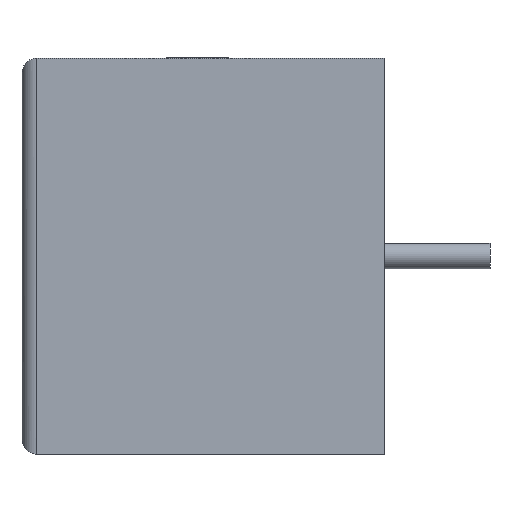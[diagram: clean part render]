
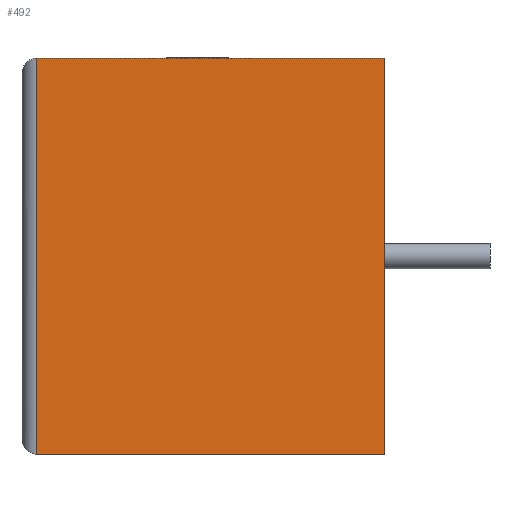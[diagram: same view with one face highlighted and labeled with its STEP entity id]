
A CAD part, left-side view. The second image highlights one B-rep face of the part: STEP entity #492.
In plain terms, the highlighted planar face has unit normal (-1, 0, 0).
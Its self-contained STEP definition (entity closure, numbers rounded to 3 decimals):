
#23 = VERTEX_POINT ( 'NONE', #1670 ) ;
#86 = CARTESIAN_POINT ( 'NONE',  ( 0., 0., 13.2 ) ) ;
#264 = CARTESIAN_POINT ( 'NONE',  ( 0., 0., 0. ) ) ;
#447 = CARTESIAN_POINT ( 'NONE',  ( 0., 11.6, 0. ) ) ;
#492 = ADVANCED_FACE ( 'NONE', ( #1360 ), #1563, .F. ) ;
#566 = LINE ( 'NONE', #2922, #2390 ) ;
#653 = VECTOR ( 'NONE', #1882, 1000. ) ;
#957 = VECTOR ( 'NONE', #1019, 1000. ) ;
#1019 = DIRECTION ( 'NONE',  ( 0., -1., 0. ) ) ;
#1023 = EDGE_CURVE ( 'NONE', #1412, #2978, #2363, .T. ) ;
#1052 = VERTEX_POINT ( 'NONE', #447 ) ;
#1081 = DIRECTION ( 'NONE',  ( 1., 0., 0. ) ) ;
#1117 = EDGE_CURVE ( 'NONE', #1052, #2978, #2365, .T. ) ;
#1360 = FACE_OUTER_BOUND ( 'NONE', #1777, .T. ) ;
#1378 = CARTESIAN_POINT ( 'NONE',  ( 0., 0., 0. ) ) ;
#1394 = EDGE_CURVE ( 'NONE', #23, #1412, #2490, .T. ) ;
#1412 = VERTEX_POINT ( 'NONE', #2673 ) ;
#1433 = CARTESIAN_POINT ( 'NONE',  ( 0., 0., 13.2 ) ) ;
#1563 = PLANE ( 'NONE',  #1599 ) ;
#1572 = ORIENTED_EDGE ( 'NONE', *, *, #1117, .T. ) ;
#1599 = AXIS2_PLACEMENT_3D ( 'NONE', #1798, #1081, #2014 ) ;
#1670 = CARTESIAN_POINT ( 'NONE',  ( 0., 11.6, 13.2 ) ) ;
#1777 = EDGE_LOOP ( 'NONE', ( #2233, #2323, #1572, #2190 ) ) ;
#1782 = EDGE_CURVE ( 'NONE', #23, #1052, #566, .T. ) ;
#1798 = CARTESIAN_POINT ( 'NONE',  ( 0., 0., 13.2 ) ) ;
#1882 = DIRECTION ( 'NONE',  ( 0., 0., -1. ) ) ;
#1987 = DIRECTION ( 'NONE',  ( 0., 0., -1. ) ) ;
#2014 = DIRECTION ( 'NONE',  ( 0., 0., -1. ) ) ;
#2151 = DIRECTION ( 'NONE',  ( 0., -1., 0. ) ) ;
#2190 = ORIENTED_EDGE ( 'NONE', *, *, #1023, .F. ) ;
#2233 = ORIENTED_EDGE ( 'NONE', *, *, #1394, .F. ) ;
#2323 = ORIENTED_EDGE ( 'NONE', *, *, #1782, .T. ) ;
#2363 = LINE ( 'NONE', #1433, #653 ) ;
#2365 = LINE ( 'NONE', #264, #2629 ) ;
#2390 = VECTOR ( 'NONE', #1987, 1000. ) ;
#2490 = LINE ( 'NONE', #86, #957 ) ;
#2629 = VECTOR ( 'NONE', #2151, 1000. ) ;
#2673 = CARTESIAN_POINT ( 'NONE',  ( 0., 0., 13.2 ) ) ;
#2922 = CARTESIAN_POINT ( 'NONE',  ( 0., 11.6, 13.2 ) ) ;
#2978 = VERTEX_POINT ( 'NONE', #1378 ) ;
